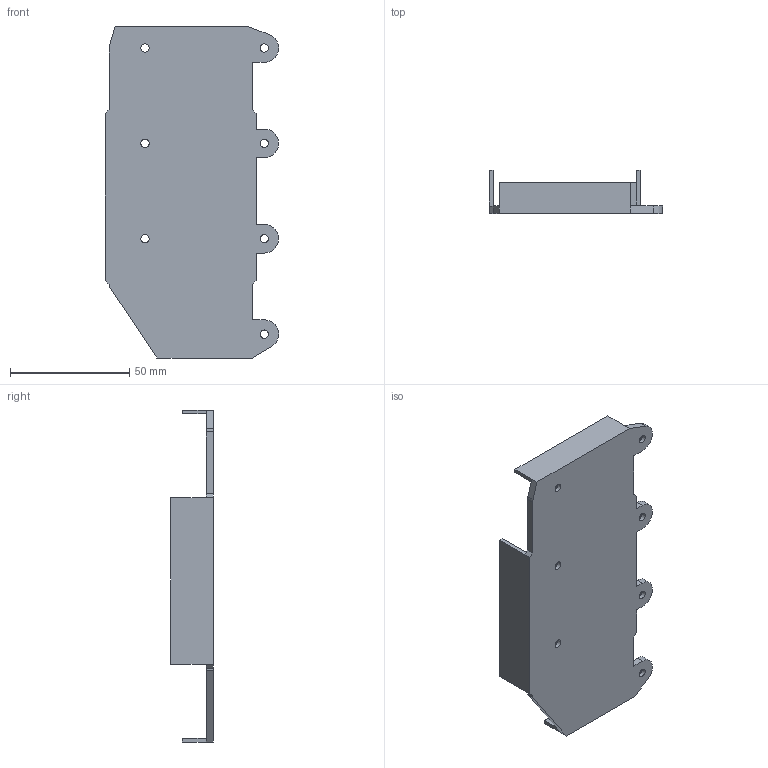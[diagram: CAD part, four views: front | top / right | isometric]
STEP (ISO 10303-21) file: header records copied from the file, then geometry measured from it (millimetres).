
FILE_DESCRIPTION(/* description */ (''),/* implementation_level */ '2;1');
FILE_NAME(/* name */ 'Battery_holder.step',/* time_stamp */ '2022-01-28T11:57:51+01:00',/* author */ (''),/* organization */ (''),/* preprocessor_version */ 'ST-DEVELOPER v18.1',/* originating_system */ 'Autodesk Translation Framework v10.13.0.1454',/* authorisation */ '');
FILE_SCHEMA (('AUTOMOTIVE_DESIGN { 1 0 10303 214 3 1 1 }'));
Length unit declared in the file: millimetre
Products named in the file (1): Battery_holder
Bounding box: 72.6 x 18 x 139.2 mm (x, y, z)
Volume: 30749.8 mm3; surface area: 25070 mm2
Topology: 1 solids, 1 shells, 61 faces, 162 edges, 103 vertices
Faces by surface type: plane 42, cylinder 12, cone 7
Full cylindrical faces by diameter (mm): 3.5 x7
Entity records: 1928 total; most frequent: CARTESIAN_POINT 327, ORIENTED_EDGE 324, DIRECTION 317, EDGE_CURVE 162, LINE 131, VECTOR 131, VERTEX_POINT 103, AXIS2_PLACEMENT_3D 93
